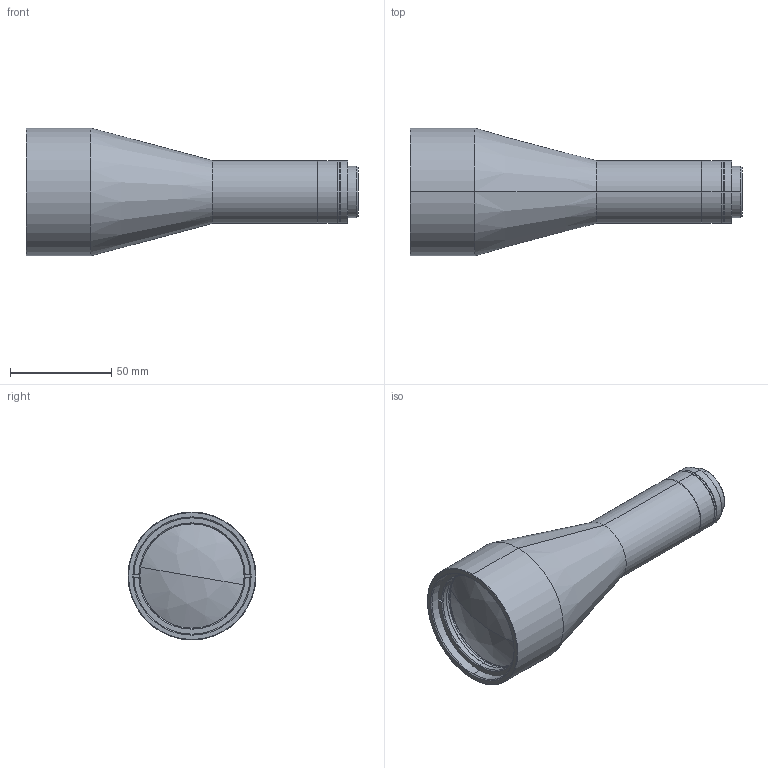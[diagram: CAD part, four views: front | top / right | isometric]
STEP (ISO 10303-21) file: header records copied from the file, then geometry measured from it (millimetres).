
FILE_DESCRIPTION (( 'STEP AP214' ), '1' );
FILE_NAME ('TTL11.5-45-120C.STEP', '2023-05-12T07:16:35', ( '' ), ( '' ), 'SwSTEP 2.0', 'SolidWorks 2022', '' );
FILE_SCHEMA (( 'AUTOMOTIVE_DESIGN' ));
Length unit declared in the file: millimetre
Products named in the file (1): TTL11.5-45-120C
Bounding box: 163.6 x 63 x 63 mm (x, y, z)
Volume: 137606.5 mm3; surface area: 56377.5 mm2
Topology: 12 solids, 12 shells, 197 faces, 428 edges, 265 vertices
Faces by surface type: cylinder 70, cone 65, plane 46, bspline 16
Entity records: 7945 total; most frequent: CARTESIAN_POINT 1185, DIRECTION 1021, ORIENTED_EDGE 856, AXIS2_PLACEMENT_3D 429, EDGE_CURVE 428, VERTEX_POINT 265, CIRCLE 247, EDGE_LOOP 227
